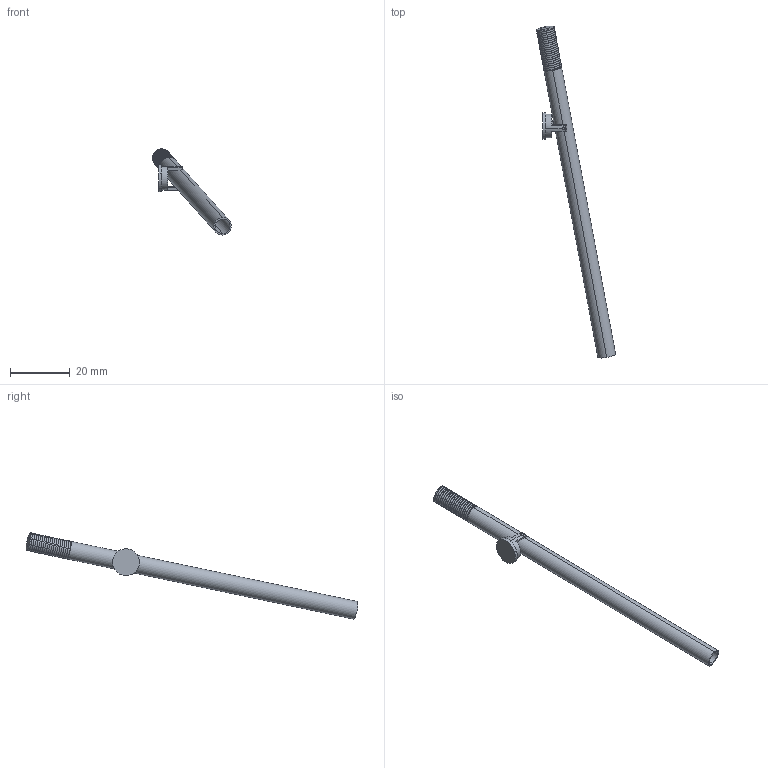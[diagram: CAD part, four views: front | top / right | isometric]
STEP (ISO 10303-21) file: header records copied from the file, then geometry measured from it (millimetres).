
FILE_DESCRIPTION (( 'STEP AP203' ), '1' );
FILE_NAME ('Assem1.STEP', '2021-02-28T09:38:52', ( '' ), ( '' ), 'SwSTEP 2.0', 'SolidWorks 2020', '' );
FILE_SCHEMA (( 'CONFIG_CONTROL_DESIGN' ));
Length unit declared in the file: millimetre
Products named in the file (6): Barrel; shooting pin; twister mounting; base; shooting pin accelerator; Assem1
Assembly tree (5 placements, depth 2):
  Assem1
    Barrel
    base
    shooting pin
    shooting pin accelerator
    twister mounting
Bounding box: 26.52 x 111.35 x 28.9 mm (x, y, z)
Volume: 1345.2 mm3; surface area: 4380.2 mm2
Topology: 5 solids, 5 shells, 101 faces, 260 edges, 168 vertices
Faces by surface type: cylinder 72, plane 23, bspline 3, torus 3
Entity records: 9243 total; most frequent: CARTESIAN_POINT 6383, ORIENTED_EDGE 520, DIRECTION 433, EDGE_CURVE 260, AXIS2_PLACEMENT_3D 171, VERTEX_POINT 168, EDGE_LOOP 110, FACE_OUTER_BOUND 101
